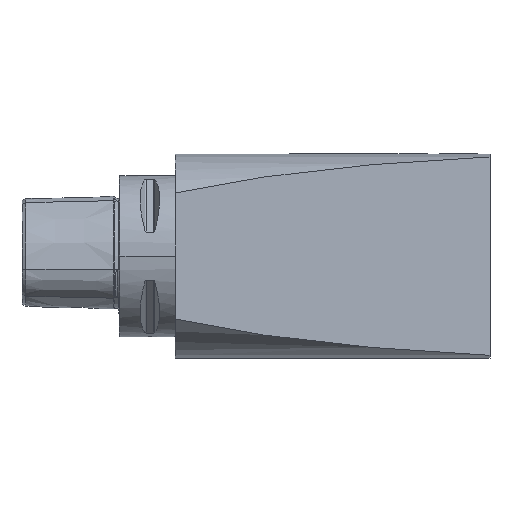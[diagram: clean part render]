
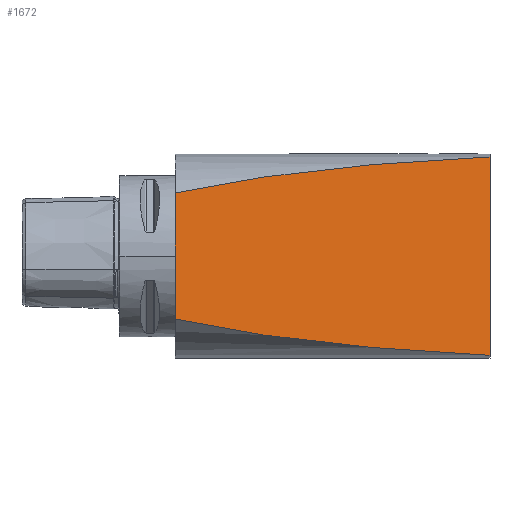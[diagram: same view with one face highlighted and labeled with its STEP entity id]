
A CAD part, top view. The second image highlights one B-rep face of the part: STEP entity #1672.
In plain terms, the highlighted planar face has unit normal (0.174, 0, 0.985).
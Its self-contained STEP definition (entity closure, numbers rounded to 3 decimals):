
#266 = EDGE_LOOP ( 'NONE', ( #1005, #1006, #1007, #1008, #1009 ) ) ;
#509 = EDGE_CURVE ( 'NONE', #6467, #6487, #1893, .T. ) ;
#1005 = ORIENTED_EDGE ( 'NONE', *, *, #10766, .F. ) ;
#1006 = ORIENTED_EDGE ( 'NONE', *, *, #509, .F. ) ;
#1007 = ORIENTED_EDGE ( 'NONE', *, *, #10774, .F. ) ;
#1008 = ORIENTED_EDGE ( 'NONE', *, *, #10839, .F. ) ;
#1009 = ORIENTED_EDGE ( 'NONE', *, *, #10760, .F. ) ;
#1672 = ADVANCED_FACE ( 'NONE', ( #4521 ), #4066, .F. ) ;
#1893 = LINE ( 'NONE', #2169, #1897 ) ;
#1897 = VECTOR ( 'NONE', #2166, 1000. ) ;
#2166 = DIRECTION ( 'NONE',  ( 0., 1., 0. ) ) ;
#2169 = CARTESIAN_POINT ( 'NONE',  ( 22., -40., 31.5 ) ) ;
#2934 =( BOUNDED_CURVE ( )  B_SPLINE_CURVE ( 3, ( #9597, #9598, #9603, #9604 ),
 .UNSPECIFIED., .F., .F. ) 
 B_SPLINE_CURVE_WITH_KNOTS ( ( 4, 4 ),
 ( 0.664, 1.323 ),
 .UNSPECIFIED. ) 
 CURVE ( )  GEOMETRIC_REPRESENTATION_ITEM ( )  RATIONAL_B_SPLINE_CURVE ( ( 1., 0.964, 0.964, 1. ) ) 
 REPRESENTATION_ITEM ( '' )  );
#2937 =( BOUNDED_CURVE ( )  B_SPLINE_CURVE ( 3, ( #9648, #9649, #9654, #9655 ),
 .UNSPECIFIED., .F., .F. ) 
 B_SPLINE_CURVE_WITH_KNOTS ( ( 4, 4 ),
 ( 4.96, 5.619 ),
 .UNSPECIFIED. ) 
 CURVE ( )  GEOMETRIC_REPRESENTATION_ITEM ( )  RATIONAL_B_SPLINE_CURVE ( ( 1., 0.964, 0.964, 1. ) ) 
 REPRESENTATION_ITEM ( '' )  );
#4062 = CARTESIAN_POINT ( 'NONE',  ( 145., -40., 9.812 ) ) ;
#4066 = PLANE ( 'NONE',  #4351 ) ;
#4068 = DIRECTION ( 'NONE',  ( -0.174, 0., -0.985 ) ) ;
#4069 = DIRECTION ( 'NONE',  ( -0.985, 0., 0.174 ) ) ;
#4351 = AXIS2_PLACEMENT_3D ( 'NONE', #4062, #4068, #4069 ) ;
#4521 = FACE_OUTER_BOUND ( 'NONE', #266, .T. ) ;
#4931 = CARTESIAN_POINT ( 'NONE',  ( 145., -38.778, 9.812 ) ) ;
#4947 = CARTESIAN_POINT ( 'NONE',  ( 145., 38.778, 9.812 ) ) ;
#4952 = CARTESIAN_POINT ( 'NONE',  ( 22., -24.653, 31.5 ) ) ;
#4964 = CARTESIAN_POINT ( 'NONE',  ( 22., 24.653, 31.5 ) ) ;
#4972 = CARTESIAN_POINT ( 'NONE',  ( 22., 0., 31.5 ) ) ;
#5917 = CARTESIAN_POINT ( 'NONE',  ( 145., 40., 9.812 ) ) ;
#5918 = DIRECTION ( 'NONE',  ( 0., -1., 0. ) ) ;
#6451 = VERTEX_POINT ( 'NONE', #4931 ) ;
#6462 = VERTEX_POINT ( 'NONE', #4947 ) ;
#6467 = VERTEX_POINT ( 'NONE', #4952 ) ;
#6479 = VERTEX_POINT ( 'NONE', #4964 ) ;
#6487 = VERTEX_POINT ( 'NONE', #4972 ) ;
#9021 = LINE ( 'NONE', #9632, #9024 ) ;
#9024 = VECTOR ( 'NONE', #9633, 1000. ) ;
#9146 = LINE ( 'NONE', #5917, #9149 ) ;
#9149 = VECTOR ( 'NONE', #5918, 1000. ) ;
#9597 = CARTESIAN_POINT ( 'NONE',  ( 22., 24.653, 31.5 ) ) ;
#9598 = CARTESIAN_POINT ( 'NONE',  ( 53.277, 31.699, 25.985 ) ) ;
#9603 = CARTESIAN_POINT ( 'NONE',  ( 95.802, 36.583, 18.487 ) ) ;
#9604 = CARTESIAN_POINT ( 'NONE',  ( 145., 38.778, 9.812 ) ) ;
#9632 = CARTESIAN_POINT ( 'NONE',  ( 22., -40., 31.5 ) ) ;
#9633 = DIRECTION ( 'NONE',  ( 0., 1., 0. ) ) ;
#9648 = CARTESIAN_POINT ( 'NONE',  ( 145., -38.778, 9.812 ) ) ;
#9649 = CARTESIAN_POINT ( 'NONE',  ( 95.802, -36.583, 18.487 ) ) ;
#9654 = CARTESIAN_POINT ( 'NONE',  ( 53.277, -31.699, 25.985 ) ) ;
#9655 = CARTESIAN_POINT ( 'NONE',  ( 22., -24.653, 31.5 ) ) ;
#10760 = EDGE_CURVE ( 'NONE', #6479, #6462, #2934, .T. ) ;
#10766 = EDGE_CURVE ( 'NONE', #6487, #6479, #9021, .T. ) ;
#10774 = EDGE_CURVE ( 'NONE', #6451, #6467, #2937, .T. ) ;
#10839 = EDGE_CURVE ( 'NONE', #6462, #6451, #9146, .T. ) ;
